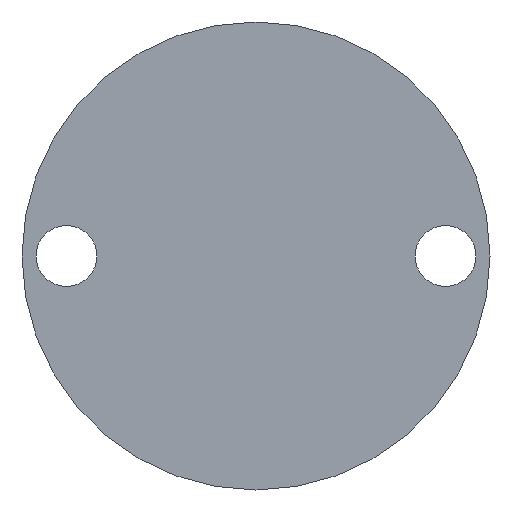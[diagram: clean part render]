
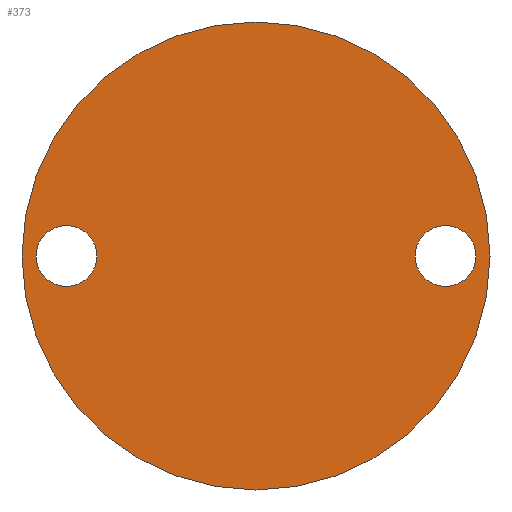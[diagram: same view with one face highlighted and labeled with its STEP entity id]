
A CAD part, front view. The second image highlights one B-rep face of the part: STEP entity #373.
In plain terms, the highlighted planar face has unit normal (0, -1, 0).
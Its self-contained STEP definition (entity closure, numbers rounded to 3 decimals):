
#8 = AXIS2_PLACEMENT_3D ( 'NONE', #1396, #1569, #628 ) ;
#26 = DIRECTION ( 'NONE',  ( 0., -1., 0. ) ) ;
#143 = ORIENTED_EDGE ( 'NONE', *, *, #776, .T. ) ;
#174 = CIRCLE ( 'NONE', #1830, 3.25 ) ;
#182 = CARTESIAN_POINT ( 'NONE',  ( 0., 0., 0. ) ) ;
#184 = DIRECTION ( 'NONE',  ( 0., 1., 0. ) ) ;
#207 = VERTEX_POINT ( 'NONE', #1926 ) ;
#225 = AXIS2_PLACEMENT_3D ( 'NONE', #478, #940, #1738 ) ;
#330 = DIRECTION ( 'NONE',  ( 0., 1., 0. ) ) ;
#373 = ADVANCED_FACE ( 'NONE', ( #973, #1879, #1243 ), #1557, .F. ) ;
#388 = CIRCLE ( 'NONE', #493, 25. ) ;
#397 = EDGE_CURVE ( 'NONE', #593, #1105, #1089, .T. ) ;
#464 = CARTESIAN_POINT ( 'NONE',  ( 0., 0., 0. ) ) ;
#478 = CARTESIAN_POINT ( 'NONE',  ( 20.25, 0., 0. ) ) ;
#493 = AXIS2_PLACEMENT_3D ( 'NONE', #464, #1245, #923 ) ;
#501 = CARTESIAN_POINT ( 'NONE',  ( -17., 0., 0. ) ) ;
#579 = AXIS2_PLACEMENT_3D ( 'NONE', #182, #1869, #966 ) ;
#593 = VERTEX_POINT ( 'NONE', #1483 ) ;
#628 = DIRECTION ( 'NONE',  ( -1., 0., 0. ) ) ;
#642 = DIRECTION ( 'NONE',  ( -1., 0., 0. ) ) ;
#652 = CIRCLE ( 'NONE', #8, 3.25 ) ;
#776 = EDGE_CURVE ( 'NONE', #1510, #1756, #174, .T. ) ;
#794 = DIRECTION ( 'NONE',  ( -1., 0., 0. ) ) ;
#819 = ORIENTED_EDGE ( 'NONE', *, *, #1421, .T. ) ;
#888 = EDGE_LOOP ( 'NONE', ( #1766, #1385 ) ) ;
#921 = EDGE_CURVE ( 'NONE', #207, #1320, #1063, .T. ) ;
#923 = DIRECTION ( 'NONE',  ( 1., 0., 0. ) ) ;
#930 = CARTESIAN_POINT ( 'NONE',  ( -20.25, 0., 0. ) ) ;
#940 = DIRECTION ( 'NONE',  ( 0., 1., 0. ) ) ;
#966 = DIRECTION ( 'NONE',  ( -1., 0., 0. ) ) ;
#973 = FACE_BOUND ( 'NONE', #1801, .T. ) ;
#1063 = CIRCLE ( 'NONE', #1350, 25. ) ;
#1089 = CIRCLE ( 'NONE', #225, 3.25 ) ;
#1092 = CARTESIAN_POINT ( 'NONE',  ( -20.25, 0., 0. ) ) ;
#1099 = DIRECTION ( 'NONE',  ( 1., 0., 0. ) ) ;
#1105 = VERTEX_POINT ( 'NONE', #1851 ) ;
#1128 = CARTESIAN_POINT ( 'NONE',  ( 0., 0., 0. ) ) ;
#1159 = ORIENTED_EDGE ( 'NONE', *, *, #921, .T. ) ;
#1243 = FACE_OUTER_BOUND ( 'NONE', #1377, .T. ) ;
#1245 = DIRECTION ( 'NONE',  ( 0., -1., 0. ) ) ;
#1320 = VERTEX_POINT ( 'NONE', #1479 ) ;
#1350 = AXIS2_PLACEMENT_3D ( 'NONE', #1128, #26, #1099 ) ;
#1377 = EDGE_LOOP ( 'NONE', ( #1159, #819 ) ) ;
#1385 = ORIENTED_EDGE ( 'NONE', *, *, #1389, .T. ) ;
#1389 = EDGE_CURVE ( 'NONE', #1105, #593, #652, .T. ) ;
#1396 = CARTESIAN_POINT ( 'NONE',  ( 20.25, 0., 0. ) ) ;
#1421 = EDGE_CURVE ( 'NONE', #1320, #207, #388, .T. ) ;
#1435 = CARTESIAN_POINT ( 'NONE',  ( -23.5, 0., 0. ) ) ;
#1479 = CARTESIAN_POINT ( 'NONE',  ( -25., 0., 0. ) ) ;
#1481 = EDGE_CURVE ( 'NONE', #1756, #1510, #1958, .T. ) ;
#1483 = CARTESIAN_POINT ( 'NONE',  ( 17., 0., 0. ) ) ;
#1510 = VERTEX_POINT ( 'NONE', #1435 ) ;
#1557 = PLANE ( 'NONE',  #579 ) ;
#1569 = DIRECTION ( 'NONE',  ( 0., 1., 0. ) ) ;
#1575 = ORIENTED_EDGE ( 'NONE', *, *, #1481, .T. ) ;
#1738 = DIRECTION ( 'NONE',  ( -1., 0., 0. ) ) ;
#1756 = VERTEX_POINT ( 'NONE', #501 ) ;
#1766 = ORIENTED_EDGE ( 'NONE', *, *, #397, .T. ) ;
#1801 = EDGE_LOOP ( 'NONE', ( #143, #1575 ) ) ;
#1830 = AXIS2_PLACEMENT_3D ( 'NONE', #1092, #330, #642 ) ;
#1851 = CARTESIAN_POINT ( 'NONE',  ( 23.5, 0., 0. ) ) ;
#1869 = DIRECTION ( 'NONE',  ( 0., 1., 0. ) ) ;
#1879 = FACE_BOUND ( 'NONE', #888, .T. ) ;
#1926 = CARTESIAN_POINT ( 'NONE',  ( 25., 0., 0. ) ) ;
#1927 = AXIS2_PLACEMENT_3D ( 'NONE', #930, #184, #794 ) ;
#1958 = CIRCLE ( 'NONE', #1927, 3.25 ) ;
